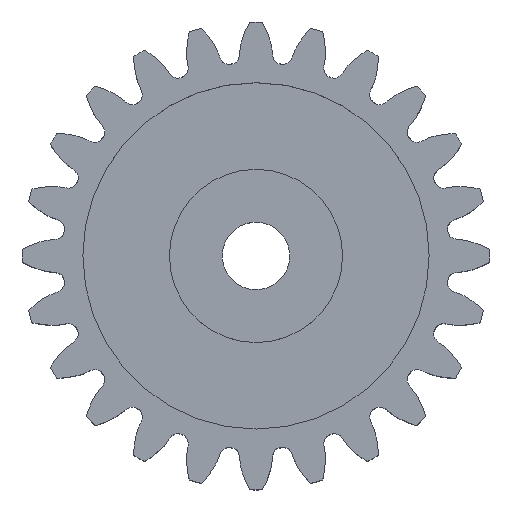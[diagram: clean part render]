
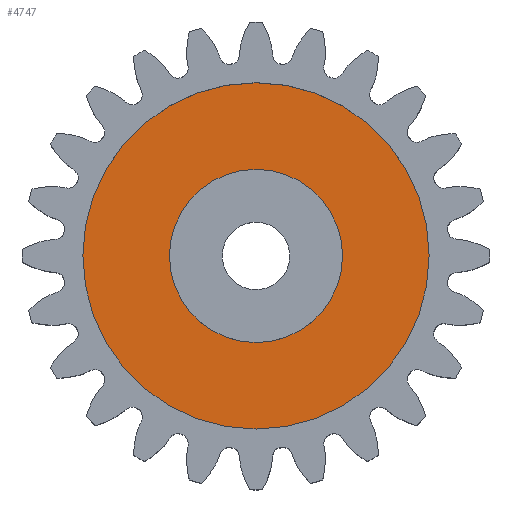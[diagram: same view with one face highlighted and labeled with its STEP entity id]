
A CAD part, top view. The second image highlights one B-rep face of the part: STEP entity #4747.
In plain terms, the highlighted planar face has unit normal (0, 0, 1).
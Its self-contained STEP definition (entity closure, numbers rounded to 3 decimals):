
#27 = VERTEX_POINT ( 'NONE', #6915 ) ;
#47 = CARTESIAN_POINT ( 'NONE',  ( 0., 0., 3.875 ) ) ;
#112 = EDGE_CURVE ( 'NONE', #27, #13630, #6326, .T. ) ;
#504 = EDGE_CURVE ( 'NONE', #914, #8167, #7152, .T. ) ;
#522 = CARTESIAN_POINT ( 'NONE',  ( -7.7, 0., 3.875 ) ) ;
#796 = DIRECTION ( 'NONE',  ( 1., 0., 0. ) ) ;
#914 = VERTEX_POINT ( 'NONE', #5724 ) ;
#1034 = DIRECTION ( 'NONE',  ( 0., 0., -1. ) ) ;
#1054 = DIRECTION ( 'NONE',  ( 1., 0., 0. ) ) ;
#1499 = FACE_OUTER_BOUND ( 'NONE', #2447, .T. ) ;
#1934 = AXIS2_PLACEMENT_3D ( 'NONE', #11454, #7138, #796 ) ;
#2072 = CARTESIAN_POINT ( 'NONE',  ( 0., 0., 3.875 ) ) ;
#2447 = EDGE_LOOP ( 'NONE', ( #8179, #13010 ) ) ;
#4042 = CARTESIAN_POINT ( 'NONE',  ( 0., 0., 3.875 ) ) ;
#4260 = DIRECTION ( 'NONE',  ( 0., 0., 1. ) ) ;
#4747 = ADVANCED_FACE ( 'NONE', ( #1499, #7619 ), #12733, .T. ) ;
#4890 = ORIENTED_EDGE ( 'NONE', *, *, #10785, .T. ) ;
#4937 = EDGE_LOOP ( 'NONE', ( #11414, #4890 ) ) ;
#5664 = AXIS2_PLACEMENT_3D ( 'NONE', #47, #1034, #7469 ) ;
#5724 = CARTESIAN_POINT ( 'NONE',  ( 7.7, 0., 3.875 ) ) ;
#6326 = CIRCLE ( 'NONE', #8838, 3.85 ) ;
#6775 = AXIS2_PLACEMENT_3D ( 'NONE', #2072, #4260, #1054 ) ;
#6915 = CARTESIAN_POINT ( 'NONE',  ( 3.85, 0., 3.875 ) ) ;
#7038 = EDGE_CURVE ( 'NONE', #8167, #914, #13513, .T. ) ;
#7050 = DIRECTION ( 'NONE',  ( 1., 0., 0. ) ) ;
#7138 = DIRECTION ( 'NONE',  ( 0., 0., -1. ) ) ;
#7152 = CIRCLE ( 'NONE', #1934, 7.7 ) ;
#7469 = DIRECTION ( 'NONE',  ( 1., 0., 0. ) ) ;
#7619 = FACE_BOUND ( 'NONE', #4937, .T. ) ;
#7931 = DIRECTION ( 'NONE',  ( 0., 0., -1. ) ) ;
#8167 = VERTEX_POINT ( 'NONE', #522 ) ;
#8179 = ORIENTED_EDGE ( 'NONE', *, *, #504, .F. ) ;
#8367 = CARTESIAN_POINT ( 'NONE',  ( -3.85, 0., 3.875 ) ) ;
#8373 = AXIS2_PLACEMENT_3D ( 'NONE', #4042, #13582, #8425 ) ;
#8425 = DIRECTION ( 'NONE',  ( 1., 0., 0. ) ) ;
#8838 = AXIS2_PLACEMENT_3D ( 'NONE', #11075, #7931, #7050 ) ;
#10785 = EDGE_CURVE ( 'NONE', #13630, #27, #11778, .T. ) ;
#11075 = CARTESIAN_POINT ( 'NONE',  ( 0., 0., 3.875 ) ) ;
#11414 = ORIENTED_EDGE ( 'NONE', *, *, #112, .T. ) ;
#11454 = CARTESIAN_POINT ( 'NONE',  ( 0., 0., 3.875 ) ) ;
#11778 = CIRCLE ( 'NONE', #5664, 3.85 ) ;
#12733 = PLANE ( 'NONE',  #6775 ) ;
#13010 = ORIENTED_EDGE ( 'NONE', *, *, #7038, .F. ) ;
#13513 = CIRCLE ( 'NONE', #8373, 7.7 ) ;
#13582 = DIRECTION ( 'NONE',  ( 0., 0., -1. ) ) ;
#13630 = VERTEX_POINT ( 'NONE', #8367 ) ;
